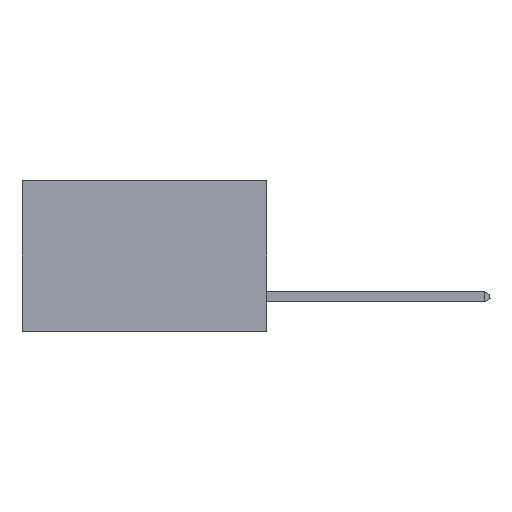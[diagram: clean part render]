
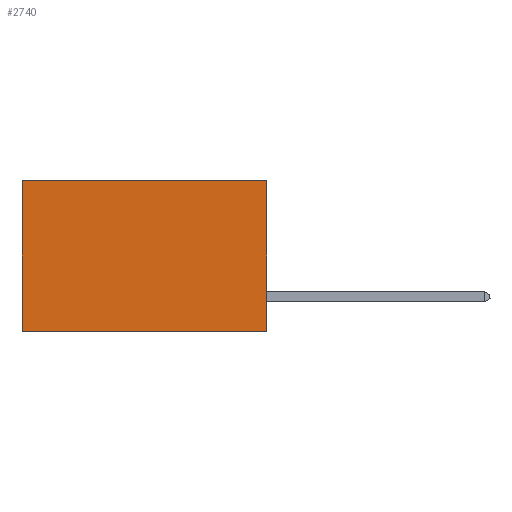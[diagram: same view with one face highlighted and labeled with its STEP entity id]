
A CAD part, left-side view. The second image highlights one B-rep face of the part: STEP entity #2740.
In plain terms, the highlighted planar face has unit normal (-1, 0, 0).
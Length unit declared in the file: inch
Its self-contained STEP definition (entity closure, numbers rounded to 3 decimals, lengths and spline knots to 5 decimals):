
#538 = EDGE_CURVE ( 'NONE', #4478, #4406, #6054, .T. ) ;
#886 = FACE_OUTER_BOUND ( 'NONE', #8995, .T. ) ;
#1055 = VECTOR ( 'NONE', #8565, 39.37008 ) ;
#1372 = CARTESIAN_POINT ( 'NONE',  ( 0.2875, 0.6, 0. ) ) ;
#1448 = ORIENTED_EDGE ( 'NONE', *, *, #8387, .F. ) ;
#1957 = CARTESIAN_POINT ( 'NONE',  ( 0.2875, 0., 0. ) ) ;
#2101 = AXIS2_PLACEMENT_3D ( 'NONE', #3955, #2367, #9556 ) ;
#2225 = ORIENTED_EDGE ( 'NONE', *, *, #5027, .T. ) ;
#2367 = DIRECTION ( 'NONE',  ( 1., 0., 0. ) ) ;
#2594 = VERTEX_POINT ( 'NONE', #3792 ) ;
#2740 = ADVANCED_FACE ( 'NONE', ( #886 ), #7176, .F. ) ;
#2890 = EDGE_CURVE ( 'NONE', #2594, #4406, #6261, .T. ) ;
#3764 = CARTESIAN_POINT ( 'NONE',  ( 0.2875, 0., 0. ) ) ;
#3792 = CARTESIAN_POINT ( 'NONE',  ( 0.2875, 0., -0.37 ) ) ;
#3955 = CARTESIAN_POINT ( 'NONE',  ( 0.2875, 0., 0. ) ) ;
#3991 = ORIENTED_EDGE ( 'NONE', *, *, #2890, .F. ) ;
#4339 = VECTOR ( 'NONE', #5845, 39.37008 ) ;
#4406 = VERTEX_POINT ( 'NONE', #6970 ) ;
#4478 = VERTEX_POINT ( 'NONE', #6309 ) ;
#5027 = EDGE_CURVE ( 'NONE', #10094, #4478, #6718, .T. ) ;
#5845 = DIRECTION ( 'NONE',  ( 0., 1., 0. ) ) ;
#5893 = VECTOR ( 'NONE', #6621, 39.37008 ) ;
#6054 = LINE ( 'NONE', #1372, #1055 ) ;
#6152 = LINE ( 'NONE', #3764, #9051 ) ;
#6261 = LINE ( 'NONE', #6525, #5893 ) ;
#6309 = CARTESIAN_POINT ( 'NONE',  ( 0.2875, 0.6, 0. ) ) ;
#6525 = CARTESIAN_POINT ( 'NONE',  ( 0.2875, 0., -0.37 ) ) ;
#6621 = DIRECTION ( 'NONE',  ( 0., 1., 0. ) ) ;
#6718 = LINE ( 'NONE', #1957, #4339 ) ;
#6970 = CARTESIAN_POINT ( 'NONE',  ( 0.2875, 0.6, -0.37 ) ) ;
#7176 = PLANE ( 'NONE',  #2101 ) ;
#7399 = ORIENTED_EDGE ( 'NONE', *, *, #538, .T. ) ;
#7965 = CARTESIAN_POINT ( 'NONE',  ( 0.2875, 0., 0. ) ) ;
#8387 = EDGE_CURVE ( 'NONE', #10094, #2594, #6152, .T. ) ;
#8565 = DIRECTION ( 'NONE',  ( 0., 0., -1. ) ) ;
#8995 = EDGE_LOOP ( 'NONE', ( #7399, #3991, #1448, #2225 ) ) ;
#9051 = VECTOR ( 'NONE', #9385, 39.37008 ) ;
#9385 = DIRECTION ( 'NONE',  ( 0., 0., -1. ) ) ;
#9556 = DIRECTION ( 'NONE',  ( 0., 0., -1. ) ) ;
#10094 = VERTEX_POINT ( 'NONE', #7965 ) ;
